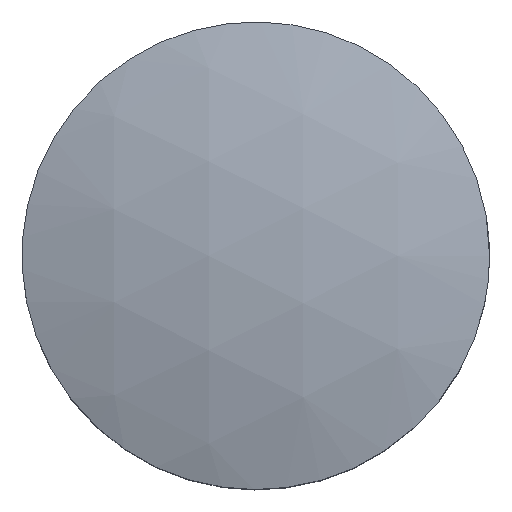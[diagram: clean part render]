
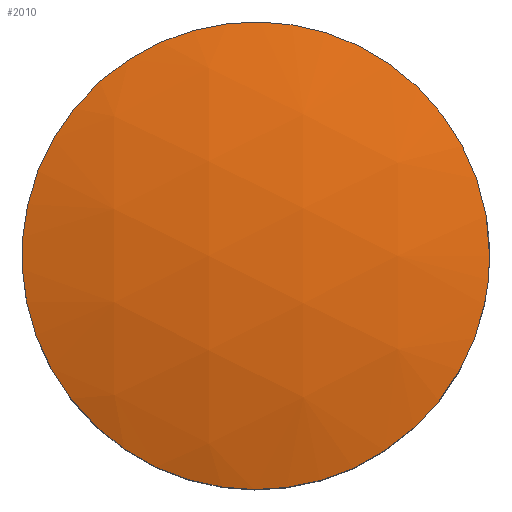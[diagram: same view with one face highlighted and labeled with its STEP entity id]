
A CAD part, top view. The second image highlights one B-rep face of the part: STEP entity #2010.
In plain terms, the highlighted spherical face has radius 41.7 mm.
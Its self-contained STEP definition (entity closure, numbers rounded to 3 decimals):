
#1800 = CARTESIAN_POINT ('', (12.5, 0., 18.412));
#1810 = VERTEX_POINT ('', #1800);
#1820 = CARTESIAN_POINT ('', (12.5, 0., 18.412));
#1830 = CARTESIAN_POINT ('', (12.5, 12.5, 18.412));
#1840 = CARTESIAN_POINT ('', (0., 12.5, 18.412));
#1850 = CARTESIAN_POINT ('', (-12.5, 12.5, 18.412));
#1860 = CARTESIAN_POINT ('', (-12.5, 0., 18.412));
#1870 = CARTESIAN_POINT ('', (-12.5, -12.5, 18.412));
#1880 = CARTESIAN_POINT ('', (0., -12.5, 18.412));
#1890 = CARTESIAN_POINT ('', (12.5, -12.5, 18.412));
#1900 = CARTESIAN_POINT ('', (12.5, 0., 18.412));
#1910 = (
   BOUNDED_CURVE ()
   B_SPLINE_CURVE (2, (#1820, #1830, #1840, #1850, #1860, #1870, #1880, #1890, #1900), .UNSPECIFIED., .T., .U.)
   B_SPLINE_CURVE_WITH_KNOTS ((3, 2, 2, 2, 3), (0., 1.571, 3.142, 4.712, 6.283), .UNSPECIFIED.)
   CURVE ()
   GEOMETRIC_REPRESENTATION_ITEM ()
   RATIONAL_B_SPLINE_CURVE ((1., 0.707, 1., 0.707, 1., 0.707, 1., 0.707, 1.))
   REPRESENTATION_ITEM ('')
);
#1920 = EDGE_CURVE ('', #1810, #1810, #1910, .T.);
#1930 = ORIENTED_EDGE ('', *, *, #1920, .T.);
#1940 = EDGE_LOOP ('', (#1930));
#1950 = FACE_OUTER_BOUND ('', #1940, .T.);
#1960 = CARTESIAN_POINT ('', (0., 0., -21.37));
#1970 = DIRECTION ('', (-1., 0., 0.));
#1980 = DIRECTION ('', (0., -1., 0.));
#1990 = AXIS2_PLACEMENT_3D ('', #1960, #1970, #1980);
#2000 = SPHERICAL_SURFACE ('', #1990, 41.7);
#2010 = ADVANCED_FACE ('', (#1950), #2000, .T.);
